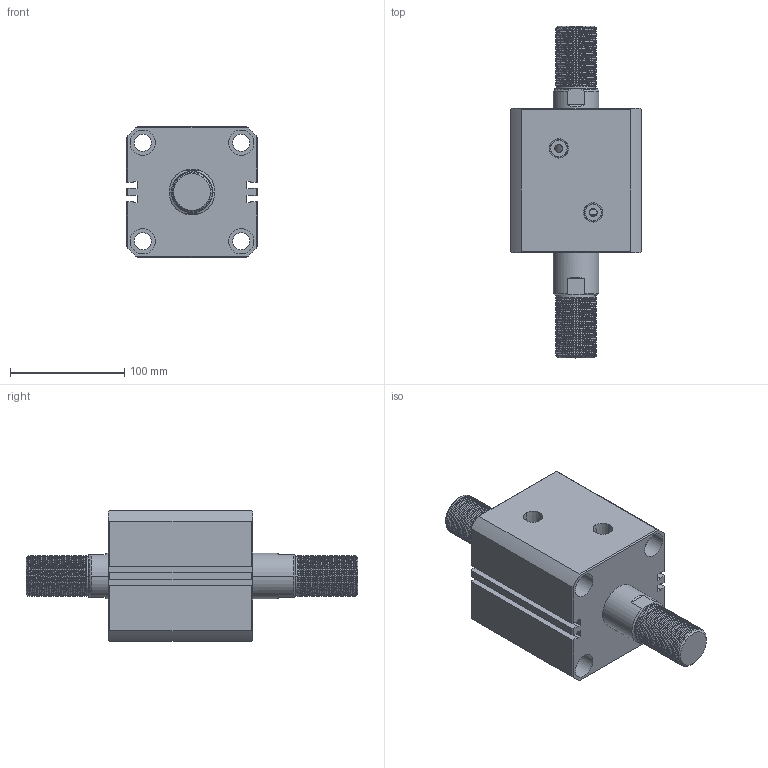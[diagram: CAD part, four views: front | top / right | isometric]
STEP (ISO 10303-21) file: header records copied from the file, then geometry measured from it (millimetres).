
FILE_DESCRIPTION (( 'STEP AP214' ), '1' );
FILE_NAME ('chtm-sw80x20w_asm.STEP', '2018-05-29T00:27:18', ( 'Windows' ), ( 'Microsoft' ), 'SwSTEP 2.0', 'SolidWorks 2015', '' );
FILE_SCHEMA (( 'AUTOMOTIVE_DESIGN' ));
Length unit declared in the file: millimetre
Products named in the file (4): CHTM-SW80X20WHSG; CHTM-SW80X20NBT; CHTM-SD80QG; chtm-sw80x20w_asm
Assembly tree (3 placements, depth 2):
  chtm-sw80x20w_asm
    CHTM-SD80QG
    CHTM-SW80X20NBT
    CHTM-SW80X20WHSG
Bounding box: 114 x 290 x 114 mm (x, y, z)
Volume: 1520005.8 mm3; surface area: 242407.9 mm2
Topology: 3 solids, 3 shells, 466 faces, 1197 edges, 774 vertices
Faces by surface type: cylinder 264, plane 107, torus 67, cone 19, bspline 9
Entity records: 25787 total; most frequent: CARTESIAN_POINT 15183, ORIENTED_EDGE 2394, DIRECTION 2057, EDGE_CURVE 1197, AXIS2_PLACEMENT_3D 807, VERTEX_POINT 774, EDGE_LOOP 519, ADVANCED_FACE 466
